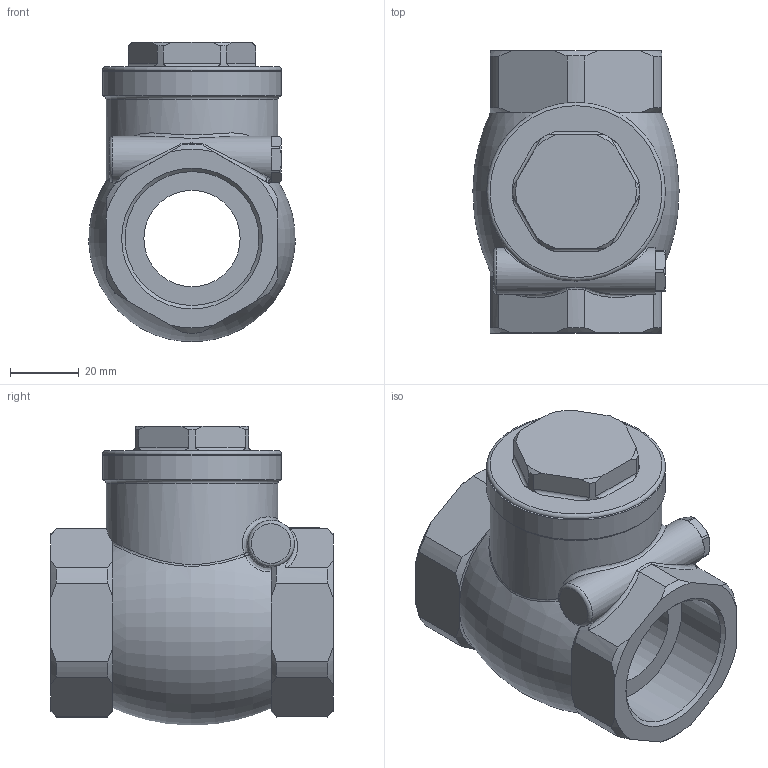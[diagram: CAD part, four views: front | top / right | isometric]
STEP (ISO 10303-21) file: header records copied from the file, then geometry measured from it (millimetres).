
FILE_DESCRIPTION(/* description */ ('Unknown'),/* implementation_level */ '2;1');
FILE_NAME(/* name */ '2200_2202-07',/* time_stamp */ '2024-06-17T10:40:23+02:00',/* author */ ('Unknown'),/* organization */ ('Unknown'),/* preprocessor_version */ 'ST-DEVELOPER v19.4',/* originating_system */ 'Solid Edge',/* authorisation */ 'Unknown');
FILE_SCHEMA (('AUTOMOTIVE_DESIGN {1 0 10303 214 3 1 1}'));
Length unit declared in the file: millimetre
Products named in the file (1): 3.606_607.032
Bounding box: 59.96 x 82 x 86.93 mm (x, y, z)
Volume: 182579.1 mm3; surface area: 31915.2 mm2
Topology: 1 solids, 1 shells, 126 faces, 348 edges, 229 vertices
Faces by surface type: plane 42, cone 36, cylinder 32, bspline 10, torus 4, sphere 2
Full cylindrical faces by diameter (mm): 13.5 x1, 28 x1, 38.952 x2, 50 x2, 52 x1
Entity records: 5668 total; most frequent: CARTESIAN_POINT 1816, ORIENTED_EDGE 656, DIRECTION 557, EDGE_CURVE 328, AXIS2_PLACEMENT_3D 228, VERTEX_POINT 222, EDGE_LOOP 144, FACE_BOUND 144
